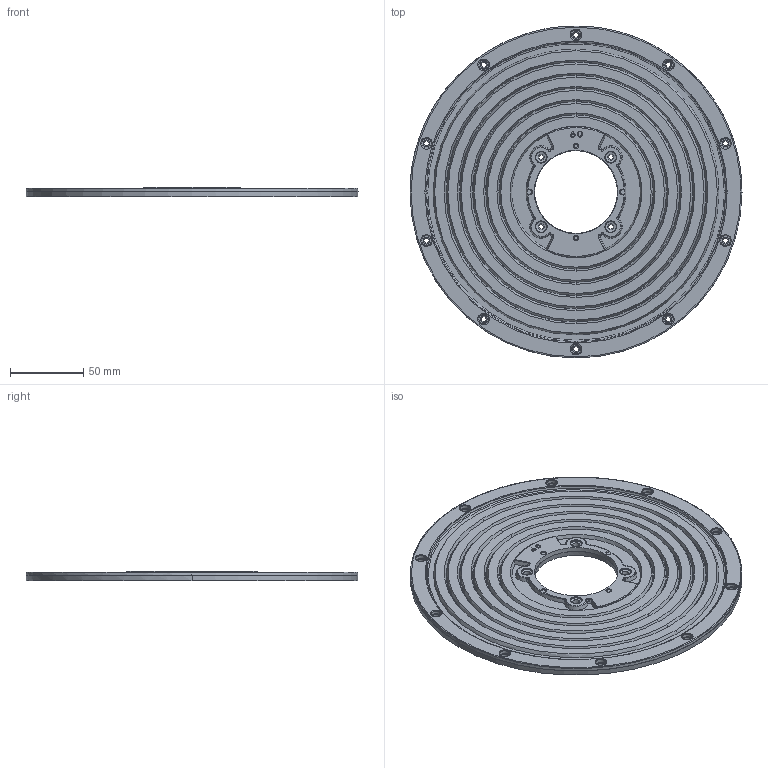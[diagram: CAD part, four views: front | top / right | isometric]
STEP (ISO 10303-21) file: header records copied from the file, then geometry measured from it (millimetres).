
FILE_DESCRIPTION (( 'STEP AP203' ), '1' );
FILE_NAME ('UFO226-TXX-K56-20210814-KH.STP', '2021-10-14T05:33:34', ( 'Windows 蚚誧' ), ( '' ), 'SwSTEP 2.0', 'SolidWorks 2019', '' );
FILE_SCHEMA (( 'CONFIG_CONTROL_DESIGN' ));
Length unit declared in the file: millimetre
Products named in the file (1): UFO226-TXX-K56-20210814-KH
Bounding box: 226 x 226 x 6.7 mm (x, y, z)
Volume: 128838.2 mm3; surface area: 102957.7 mm2
Topology: 1 solids, 1 shells, 847 faces, 2281 edges, 1474 vertices
Faces by surface type: bspline 386, cone 238, plane 114, cylinder 95, torus 14
Entity records: 50647 total; most frequent: CARTESIAN_POINT 33291, ORIENTED_EDGE 4516, DIRECTION 2378, EDGE_CURVE 2258, VERTEX_POINT 1474, B_SPLINE_CURVE_WITH_KNOTS 1224, AXIS2_PLACEMENT_3D 1043, EDGE_LOOP 938
